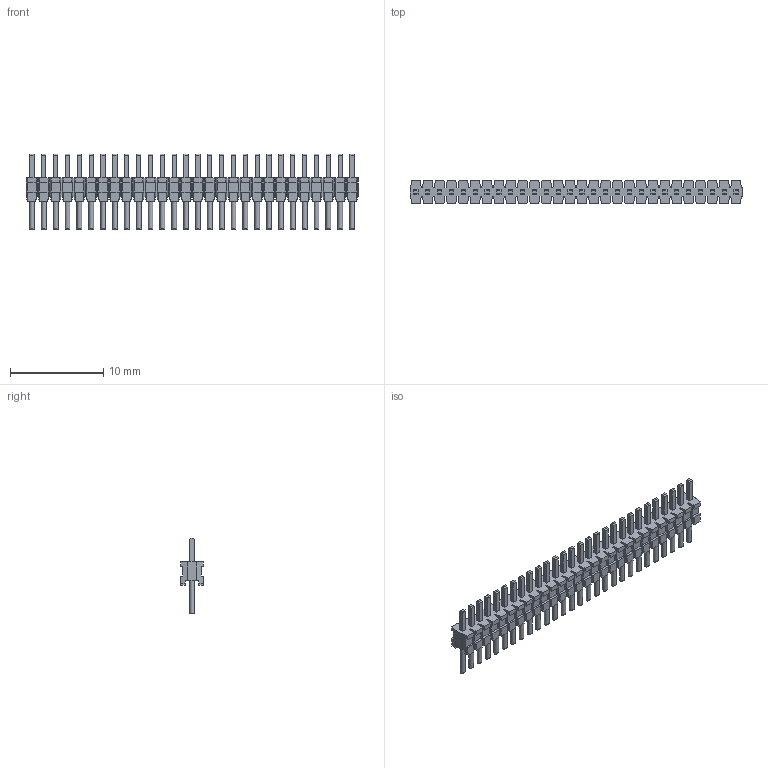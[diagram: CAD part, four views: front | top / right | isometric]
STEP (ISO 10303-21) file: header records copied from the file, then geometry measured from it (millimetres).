
FILE_DESCRIPTION(('FreeCAD Model'),'2;1');
FILE_NAME('Open CASCADE Shape Model','2025-01-08T14:02:59',(''),(''), 'Open CASCADE STEP processor 7.8','FreeCAD','Unknown');
FILE_SCHEMA(('AUTOMOTIVE_DESIGN { 1 0 10303 214 1 1 1 1 }'));
Length unit declared in the file: millimetre
Products named in the file (2): TMS-128-S_header; T-1M6-28-02-S
Bounding box: 35.56 x 2.44 x 8.13 mm (x, y, z)
Volume: 199.8 mm3; surface area: 1073.1 mm2
Topology: 2 solids, 2 shells, 1197 faces, 3494 edges, 2328 vertices
Faces by surface type: plane 1169, cylinder 28
Full cylindrical faces by diameter (mm): 0.508 x28
Entity records: 39052 total; most frequent: CARTESIAN_POINT 7048, ORIENTED_EDGE 6988, DIRECTION 6030, EDGE_CURVE 3494, LINE 3298, VECTOR 3298, VERTEX_POINT 2328, AXIS2_PLACEMENT_3D 1366
